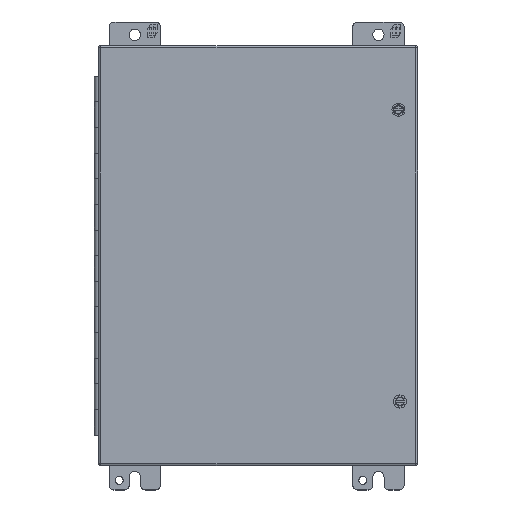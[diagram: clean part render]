
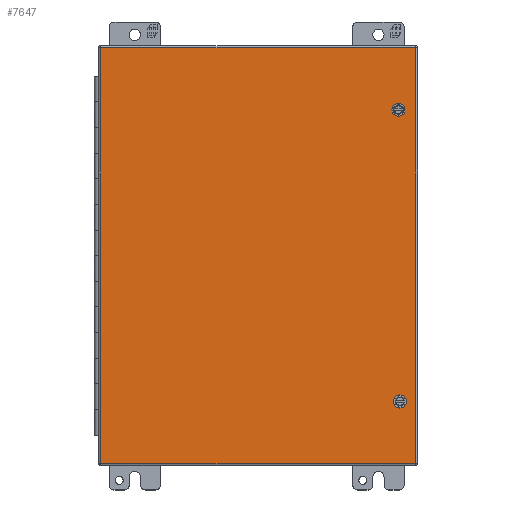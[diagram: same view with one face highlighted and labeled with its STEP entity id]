
A CAD part, top view. The second image highlights one B-rep face of the part: STEP entity #7647.
In plain terms, the highlighted planar face has unit normal (0, 0, 1).
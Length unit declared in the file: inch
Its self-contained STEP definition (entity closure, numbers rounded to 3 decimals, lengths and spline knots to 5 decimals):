
#293 = DIRECTION ( 'NONE',  ( -1., 0., 0. ) ) ;
#896 = CARTESIAN_POINT ( 'NONE',  ( 5.45691, 5.6865, 7.17205 ) ) ;
#2144 = CARTESIAN_POINT ( 'NONE',  ( -6.08128, -8.10876, 7.17205 ) ) ;
#2694 = EDGE_CURVE ( 'NONE', #13356, #13356, #18527, .T. ) ;
#3432 = ORIENTED_EDGE ( 'NONE', *, *, #11254, .T. ) ;
#3908 = DIRECTION ( 'NONE',  ( 1., 0., 0. ) ) ;
#4276 = EDGE_CURVE ( 'NONE', #6037, #12866, #6803, .T. ) ;
#4431 = FACE_BOUND ( 'NONE', #11665, .T. ) ;
#5102 = LINE ( 'NONE', #13517, #24104 ) ;
#5234 = AXIS2_PLACEMENT_3D ( 'NONE', #11784, #14244, #26112 ) ;
#6037 = VERTEX_POINT ( 'NONE', #16915 ) ;
#6803 = LINE ( 'NONE', #17002, #20278 ) ;
#7615 = CARTESIAN_POINT ( 'NONE',  ( 5.58998, -5.6865, 7.17205 ) ) ;
#7647 = ADVANCED_FACE ( 'NONE', ( #12319, #4431, #10185 ), #20811, .T. ) ;
#8762 = CARTESIAN_POINT ( 'NONE',  ( -6.08128, 8.10876, 7.17205 ) ) ;
#9004 = CARTESIAN_POINT ( 'NONE',  ( 6.19924, 8.10876, 7.17205 ) ) ;
#9412 = DIRECTION ( 'NONE',  ( 1., 0., 0. ) ) ;
#9899 = VERTEX_POINT ( 'NONE', #22360 ) ;
#10011 = VERTEX_POINT ( 'NONE', #22636 ) ;
#10185 = FACE_OUTER_BOUND ( 'NONE', #18596, .T. ) ;
#11254 = EDGE_CURVE ( 'NONE', #10011, #10011, #26238, .T. ) ;
#11588 = EDGE_CURVE ( 'NONE', #12866, #13160, #12634, .T. ) ;
#11609 = DIRECTION ( 'NONE',  ( -1., 0., 0. ) ) ;
#11665 = EDGE_LOOP ( 'NONE', ( #3432 ) ) ;
#11784 = CARTESIAN_POINT ( 'NONE',  ( 5.58998, 5.6865, 7.17205 ) ) ;
#12319 = FACE_BOUND ( 'NONE', #19013, .T. ) ;
#12459 = AXIS2_PLACEMENT_3D ( 'NONE', #7615, #16085, #11609 ) ;
#12634 = LINE ( 'NONE', #9004, #17097 ) ;
#12866 = VERTEX_POINT ( 'NONE', #17948 ) ;
#13160 = VERTEX_POINT ( 'NONE', #25884 ) ;
#13356 = VERTEX_POINT ( 'NONE', #896 ) ;
#13419 = DIRECTION ( 'NONE',  ( 0., 1., 0. ) ) ;
#13517 = CARTESIAN_POINT ( 'NONE',  ( -6.08128, -8.10876, 7.17205 ) ) ;
#14244 = DIRECTION ( 'NONE',  ( 0., 0., -1. ) ) ;
#15321 = AXIS2_PLACEMENT_3D ( 'NONE', #2144, #18404, #3908 ) ;
#15348 = EDGE_CURVE ( 'NONE', #9899, #6037, #5102, .T. ) ;
#15654 = ORIENTED_EDGE ( 'NONE', *, *, #15348, .T. ) ;
#16085 = DIRECTION ( 'NONE',  ( 0., 0., -1. ) ) ;
#16870 = ORIENTED_EDGE ( 'NONE', *, *, #19070, .T. ) ;
#16915 = CARTESIAN_POINT ( 'NONE',  ( -6.08128, -8.10876, 7.17205 ) ) ;
#17002 = CARTESIAN_POINT ( 'NONE',  ( 6.19924, -8.10876, 7.17205 ) ) ;
#17097 = VECTOR ( 'NONE', #13419, 39.37008 ) ;
#17353 = ORIENTED_EDGE ( 'NONE', *, *, #11588, .T. ) ;
#17948 = CARTESIAN_POINT ( 'NONE',  ( 6.19924, -8.10876, 7.17205 ) ) ;
#18049 = ORIENTED_EDGE ( 'NONE', *, *, #2694, .T. ) ;
#18404 = DIRECTION ( 'NONE',  ( 0., 0., 1. ) ) ;
#18527 = CIRCLE ( 'NONE', #5234, 0.13307 ) ;
#18596 = EDGE_LOOP ( 'NONE', ( #16870, #15654, #21647, #17353 ) ) ;
#19013 = EDGE_LOOP ( 'NONE', ( #18049 ) ) ;
#19070 = EDGE_CURVE ( 'NONE', #13160, #9899, #25056, .T. ) ;
#19536 = VECTOR ( 'NONE', #293, 39.37008 ) ;
#20278 = VECTOR ( 'NONE', #9412, 39.37008 ) ;
#20811 = PLANE ( 'NONE',  #15321 ) ;
#21647 = ORIENTED_EDGE ( 'NONE', *, *, #4276, .T. ) ;
#22360 = CARTESIAN_POINT ( 'NONE',  ( -6.08128, 8.10876, 7.17205 ) ) ;
#22636 = CARTESIAN_POINT ( 'NONE',  ( 5.45691, -5.6865, 7.17205 ) ) ;
#24104 = VECTOR ( 'NONE', #25434, 39.37008 ) ;
#25056 = LINE ( 'NONE', #8762, #19536 ) ;
#25434 = DIRECTION ( 'NONE',  ( 0., -1., 0. ) ) ;
#25884 = CARTESIAN_POINT ( 'NONE',  ( 6.19924, 8.10876, 7.17205 ) ) ;
#26112 = DIRECTION ( 'NONE',  ( -1., 0., 0. ) ) ;
#26238 = CIRCLE ( 'NONE', #12459, 0.13307 ) ;
